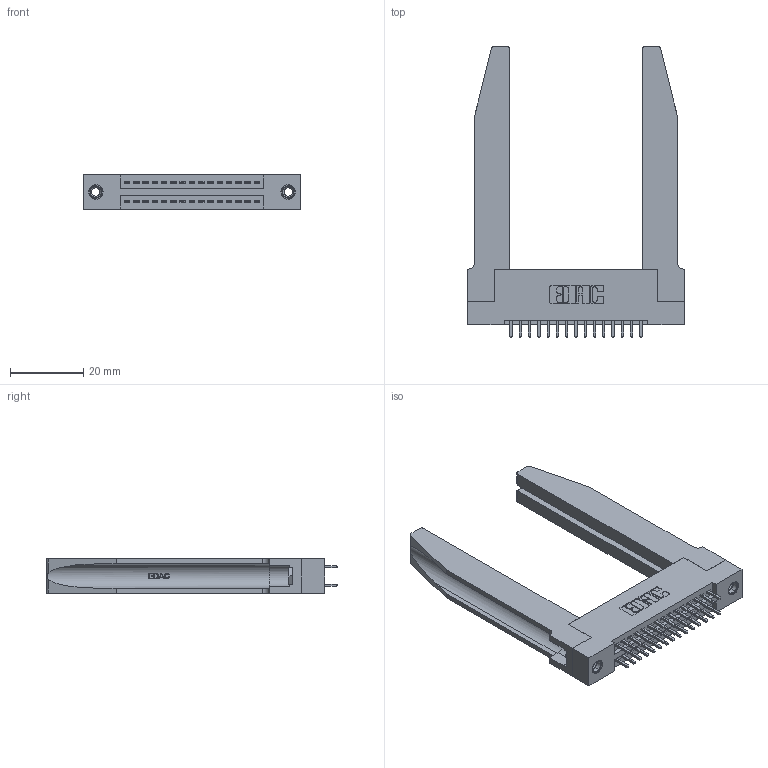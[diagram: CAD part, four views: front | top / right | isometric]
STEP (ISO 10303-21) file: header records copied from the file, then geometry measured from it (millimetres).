
FILE_DESCRIPTION (( 'STEP AP203' ), '1' );
FILE_NAME ('395-030-521-278.STEP', '2019-10-17T13:53:39', ( '' ), ( '' ), 'SwSTEP 2.0', 'SolidWorks 2016', '' );
FILE_SCHEMA (( 'CONFIG_CONTROL_DESIGN' ));
Length unit declared in the file: inch
Products named in the file (5): 345 Part_Flush Mounting Lugs - 0.156 Dia-TH; 345-292-001_345-293-121; 345-250-001_345-250-001-102; 395-030-521-278; 345-220-078_345-220-078
Assembly tree (35 placements, depth 2):
  395-030-521-278
    345 Part_Flush Mounting Lugs - 0.156 Dia-TH
    345-292-001_345-293-121  x30
    345-250-001_345-250-001-102  x2
    345-220-078_345-220-078  x2
Bounding box: 59.33 x 79.68 x 9.4 mm (x, y, z)
Volume: 13271.4 mm3; surface area: 14367.1 mm2
Topology: 35 solids, 35 shells, 1860 faces, 5419 edges, 3562 vertices
Faces by surface type: plane 1212, cylinder 596, bspline 36, cone 12, torus 4
Entity records: 20162 total; most frequent: CARTESIAN_POINT 4323, ORIENTED_EDGE 3154, DIRECTION 2839, EDGE_CURVE 1577, LINE 1291, VECTOR 1291, VERTEX_POINT 1044, AXIS2_PLACEMENT_3D 774
